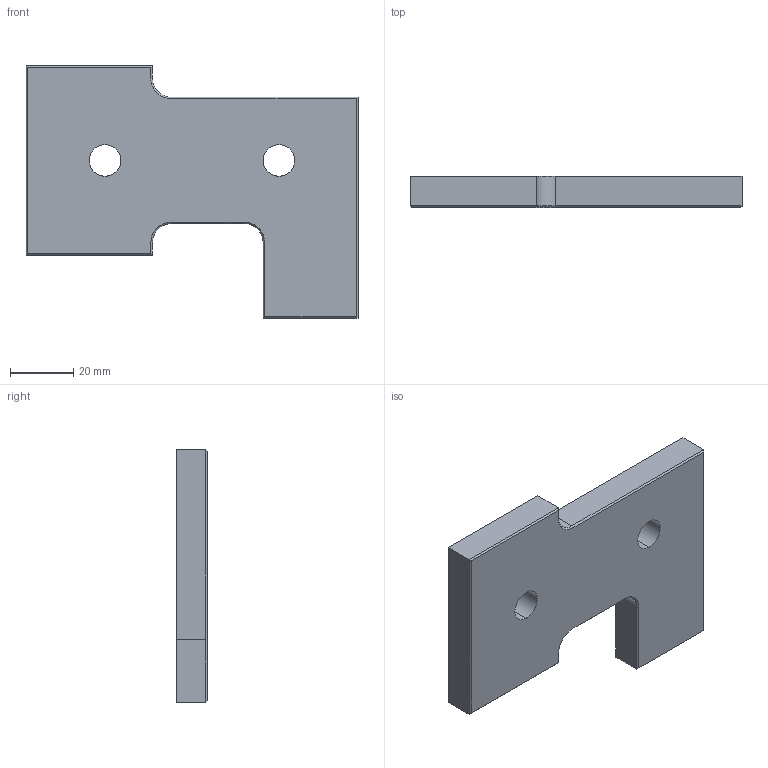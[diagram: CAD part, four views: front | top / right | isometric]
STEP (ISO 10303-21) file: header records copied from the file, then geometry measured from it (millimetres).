
FILE_DESCRIPTION(/* description */ (''),/* implementation_level */ '2;1');
FILE_NAME(/* name */ 'CALIBR~3',/* time_stamp */ '2023-11-20T17:18:25+01:00',/* author */ (''),/* organization */ (''),/* preprocessor_version */ 'ST-DEVELOPER v16.5',/* originating_system */ '',/* authorisation */ '');
FILE_SCHEMA (('AUTOMOTIVE_DESIGN_CC2'));
Length unit declared in the file: millimetre
Products named in the file (1): Document
Bounding box: 105 x 9.8 x 80 mm (x, y, z)
Volume: 56459.3 mm3; surface area: 15781.6 mm2
Topology: 1 solids, 1 shells, 32 faces, 82 edges, 57 vertices
Faces by surface type: bspline 32
Entity records: 1897 total; most frequent: CARTESIAN_POINT 854, B_SPLINE_CURVE_WITH_KNOTS 205, ORIENTED_EDGE 154, PCURVE 154, DEFINITIONAL_REPRESENTATION 154, SURFACE_CURVE 77, EDGE_CURVE 77, VERTEX_POINT 47
